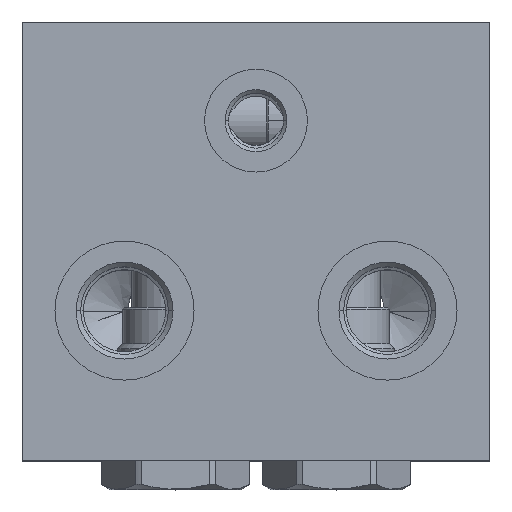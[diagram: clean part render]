
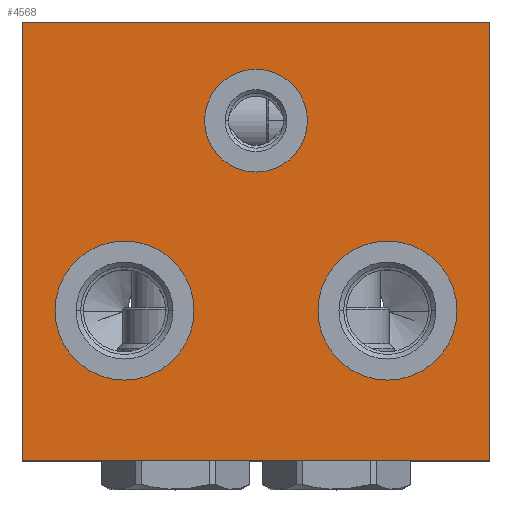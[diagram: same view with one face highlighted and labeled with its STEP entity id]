
A CAD part, top view. The second image highlights one B-rep face of the part: STEP entity #4568.
In plain terms, the highlighted planar face has unit normal (0, 0, 1).
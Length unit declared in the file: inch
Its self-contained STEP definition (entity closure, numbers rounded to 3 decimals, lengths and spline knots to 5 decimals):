
#153=DIRECTION('',(0.,-1.,0.));
#154=VECTOR('',#153,3.75);
#155=CARTESIAN_POINT('',(0.,0.,5.));
#156=LINE('',#155,#154);
#157=DIRECTION('',(-1.,0.,0.));
#158=VECTOR('',#157,4.);
#159=CARTESIAN_POINT('',(4.,0.,5.));
#160=LINE('',#159,#158);
#161=DIRECTION('',(0.,1.,0.));
#162=VECTOR('',#161,3.75);
#163=CARTESIAN_POINT('',(4.,-3.75,5.));
#164=LINE('',#163,#162);
#165=DIRECTION('',(1.,0.,0.));
#166=VECTOR('',#165,4.);
#167=CARTESIAN_POINT('',(0.,-3.75,5.));
#168=LINE('',#167,#166);
#169=CARTESIAN_POINT('',(0.875,-2.469,5.));
#170=DIRECTION('',(0.,0.,-1.));
#171=DIRECTION('',(-1.,0.,0.));
#172=AXIS2_PLACEMENT_3D('',#169,#170,#171);
#174=CARTESIAN_POINT('',(0.875,-2.469,5.));
#175=DIRECTION('',(0.,0.,-1.));
#176=DIRECTION('',(1.,0.,0.));
#177=AXIS2_PLACEMENT_3D('',#174,#175,#176);
#179=CARTESIAN_POINT('',(3.125,-2.469,5.));
#180=DIRECTION('',(0.,0.,-1.));
#181=DIRECTION('',(-1.,0.,0.));
#182=AXIS2_PLACEMENT_3D('',#179,#180,#181);
#184=CARTESIAN_POINT('',(3.125,-2.469,5.));
#185=DIRECTION('',(0.,0.,-1.));
#186=DIRECTION('',(1.,0.,0.));
#187=AXIS2_PLACEMENT_3D('',#184,#185,#186);
#189=CARTESIAN_POINT('',(2.,-0.844,5.));
#190=DIRECTION('',(0.,0.,-1.));
#191=DIRECTION('',(-1.,0.,0.));
#192=AXIS2_PLACEMENT_3D('',#189,#190,#191);
#194=CARTESIAN_POINT('',(2.,-0.844,5.));
#195=DIRECTION('',(0.,0.,-1.));
#196=DIRECTION('',(1.,0.,0.));
#197=AXIS2_PLACEMENT_3D('',#194,#195,#196);
#3856=CARTESIAN_POINT('',(0.,0.,5.));
#3857=CARTESIAN_POINT('',(0.,-3.75,5.));
#3858=VERTEX_POINT('',#3856);
#3859=VERTEX_POINT('',#3857);
#3860=CARTESIAN_POINT('',(4.,-3.75,5.));
#3861=VERTEX_POINT('',#3860);
#3862=CARTESIAN_POINT('',(4.,0.,5.));
#3863=VERTEX_POINT('',#3862);
#4036=CARTESIAN_POINT('',(0.28,-2.469,5.));
#4037=CARTESIAN_POINT('',(1.47,-2.469,5.));
#4038=VERTEX_POINT('',#4036);
#4039=VERTEX_POINT('',#4037);
#4067=CARTESIAN_POINT('',(2.53,-2.469,5.));
#4068=CARTESIAN_POINT('',(3.72,-2.469,5.));
#4069=VERTEX_POINT('',#4067);
#4070=VERTEX_POINT('',#4068);
#4094=CARTESIAN_POINT('',(1.56,-0.844,5.));
#4095=CARTESIAN_POINT('',(2.44,-0.844,5.));
#4096=VERTEX_POINT('',#4094);
#4097=VERTEX_POINT('',#4095);
#4539=CARTESIAN_POINT('',(0.,0.,5.));
#4540=DIRECTION('',(0.,0.,1.));
#4541=DIRECTION('',(1.,0.,0.));
#4542=AXIS2_PLACEMENT_3D('',#4539,#4540,#4541);
#4543=PLANE('',#4542);
#4544=ORIENTED_EDGE('',*,*,#4443,.F.);
#4545=ORIENTED_EDGE('',*,*,#4470,.F.);
#4546=ORIENTED_EDGE('',*,*,#4484,.F.);
#4547=ORIENTED_EDGE('',*,*,#4515,.F.);
#4548=EDGE_LOOP('',(#4544,#4545,#4546,#4547));
#4549=FACE_OUTER_BOUND('',#4548,.F.);
#4551=ORIENTED_EDGE('',*,*,#4550,.F.);
#4553=ORIENTED_EDGE('',*,*,#4552,.F.);
#4554=EDGE_LOOP('',(#4551,#4553));
#4555=FACE_BOUND('',#4554,.F.);
#4557=ORIENTED_EDGE('',*,*,#4556,.F.);
#4559=ORIENTED_EDGE('',*,*,#4558,.F.);
#4560=EDGE_LOOP('',(#4557,#4559));
#4561=FACE_BOUND('',#4560,.F.);
#4563=ORIENTED_EDGE('',*,*,#4562,.F.);
#4565=ORIENTED_EDGE('',*,*,#4564,.F.);
#4566=EDGE_LOOP('',(#4563,#4565));
#4567=FACE_BOUND('',#4566,.F.);
#4568=ADVANCED_FACE('',(#4549,#4555,#4561,#4567),#4543,.T.);
#173=CIRCLE('',#172,0.595);
#178=CIRCLE('',#177,0.595);
#183=CIRCLE('',#182,0.595);
#188=CIRCLE('',#187,0.595);
#193=CIRCLE('',#192,0.44);
#198=CIRCLE('',#197,0.44);
#4443=EDGE_CURVE('',#3858,#3859,#156,.T.);
#4470=EDGE_CURVE('',#3863,#3858,#160,.T.);
#4484=EDGE_CURVE('',#3861,#3863,#164,.T.);
#4515=EDGE_CURVE('',#3859,#3861,#168,.T.);
#4550=EDGE_CURVE('',#4038,#4039,#173,.T.);
#4552=EDGE_CURVE('',#4039,#4038,#178,.T.);
#4556=EDGE_CURVE('',#4069,#4070,#183,.T.);
#4558=EDGE_CURVE('',#4070,#4069,#188,.T.);
#4562=EDGE_CURVE('',#4096,#4097,#193,.T.);
#4564=EDGE_CURVE('',#4097,#4096,#198,.T.);
